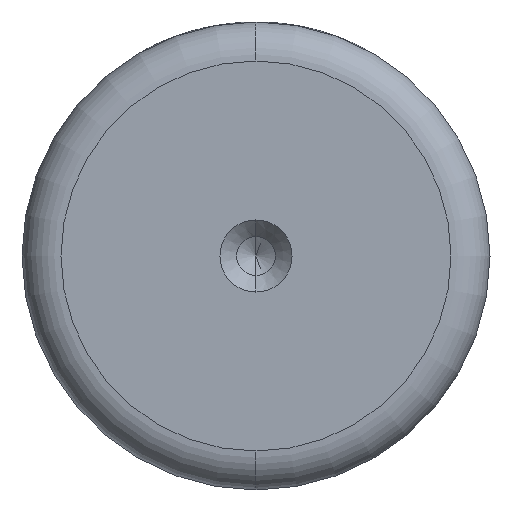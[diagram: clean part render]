
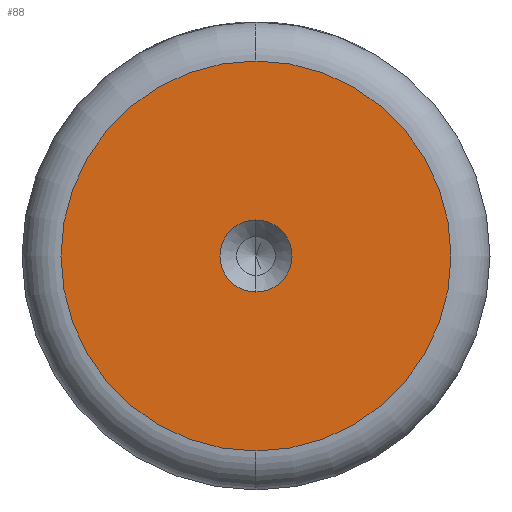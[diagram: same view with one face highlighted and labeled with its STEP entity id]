
A CAD part, left-side view. The second image highlights one B-rep face of the part: STEP entity #88.
In plain terms, the highlighted planar face has unit normal (-1, 0, 0).
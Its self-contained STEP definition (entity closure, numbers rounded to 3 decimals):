
#29 = CARTESIAN_POINT ( 'NONE',  ( 0., 0., -10. ) ) ;
#30 = CARTESIAN_POINT ( 'NONE',  ( 0., 0., 10. ) ) ;
#40 = ORIENTED_EDGE ( 'NONE', *, *, #1315, .F. ) ;
#54 = VERTEX_POINT ( 'NONE', #29 ) ;
#55 = FACE_OUTER_BOUND ( 'NONE', #670, .T. ) ;
#88 = ADVANCED_FACE ( 'NONE', ( #112, #55 ), #1112, .T. ) ;
#112 = FACE_BOUND ( 'NONE', #304, .T. ) ;
#147 = CIRCLE ( 'NONE', #643, 10. ) ;
#151 = ORIENTED_EDGE ( 'NONE', *, *, #477, .T. ) ;
#304 = EDGE_LOOP ( 'NONE', ( #40, #652 ) ) ;
#385 = DIRECTION ( 'NONE',  ( -1., 0., 0. ) ) ;
#418 = CARTESIAN_POINT ( 'NONE',  ( 0., 0., 0. ) ) ;
#450 = DIRECTION ( 'NONE',  ( -1., 0., 0. ) ) ;
#477 = EDGE_CURVE ( 'NONE', #54, #714, #540, .T. ) ;
#522 = DIRECTION ( 'NONE',  ( 0., 0., 1. ) ) ;
#532 = AXIS2_PLACEMENT_3D ( 'NONE', #1095, #450, #1208 ) ;
#540 = CIRCLE ( 'NONE', #1264, 10. ) ;
#564 = DIRECTION ( 'NONE',  ( -1., 0., 0. ) ) ;
#575 = AXIS2_PLACEMENT_3D ( 'NONE', #418, #1175, #522 ) ;
#603 = CARTESIAN_POINT ( 'NONE',  ( 0., 0., 0. ) ) ;
#643 = AXIS2_PLACEMENT_3D ( 'NONE', #1015, #385, #1134 ) ;
#652 = ORIENTED_EDGE ( 'NONE', *, *, #1239, .F. ) ;
#670 = EDGE_LOOP ( 'NONE', ( #1268, #151 ) ) ;
#711 = DIRECTION ( 'NONE',  ( 0., 0., 1. ) ) ;
#714 = VERTEX_POINT ( 'NONE', #30 ) ;
#831 = CARTESIAN_POINT ( 'NONE',  ( 0., 0., 1.85 ) ) ;
#864 = VERTEX_POINT ( 'NONE', #1349 ) ;
#897 = CIRCLE ( 'NONE', #575, 1.85 ) ;
#978 = CIRCLE ( 'NONE', #532, 1.85 ) ;
#996 = CARTESIAN_POINT ( 'NONE',  ( 0., 0., 0. ) ) ;
#1015 = CARTESIAN_POINT ( 'NONE',  ( 0., 0., 0. ) ) ;
#1095 = CARTESIAN_POINT ( 'NONE',  ( 0., 0., 0. ) ) ;
#1112 = PLANE ( 'NONE',  #1385 ) ;
#1132 = EDGE_CURVE ( 'NONE', #714, #54, #147, .T. ) ;
#1134 = DIRECTION ( 'NONE',  ( 0., 0., 1. ) ) ;
#1175 = DIRECTION ( 'NONE',  ( -1., 0., 0. ) ) ;
#1194 = VERTEX_POINT ( 'NONE', #831 ) ;
#1208 = DIRECTION ( 'NONE',  ( 0., 0., 1. ) ) ;
#1220 = DIRECTION ( 'NONE',  ( 0., 0., 1. ) ) ;
#1239 = EDGE_CURVE ( 'NONE', #864, #1194, #897, .T. ) ;
#1264 = AXIS2_PLACEMENT_3D ( 'NONE', #603, #1355, #711 ) ;
#1268 = ORIENTED_EDGE ( 'NONE', *, *, #1132, .T. ) ;
#1315 = EDGE_CURVE ( 'NONE', #1194, #864, #978, .T. ) ;
#1349 = CARTESIAN_POINT ( 'NONE',  ( 0., 0., -1.85 ) ) ;
#1355 = DIRECTION ( 'NONE',  ( -1., 0., 0. ) ) ;
#1385 = AXIS2_PLACEMENT_3D ( 'NONE', #996, #564, #1220 ) ;
